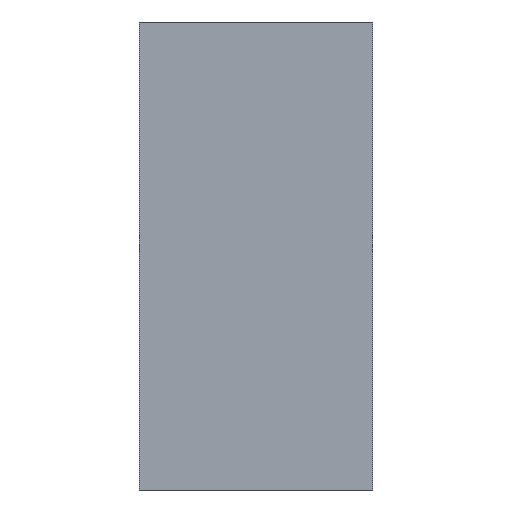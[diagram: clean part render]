
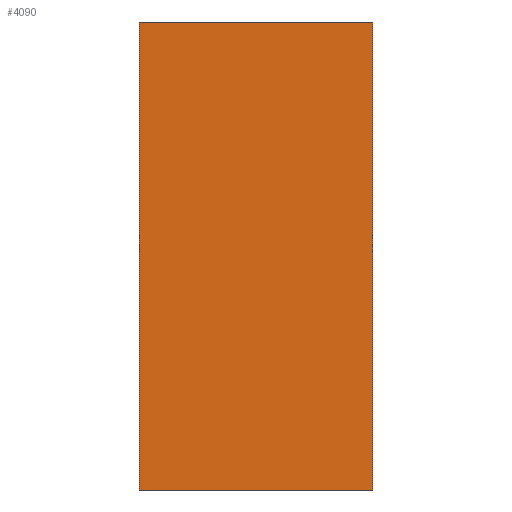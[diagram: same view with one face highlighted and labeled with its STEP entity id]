
A CAD part, left-side view. The second image highlights one B-rep face of the part: STEP entity #4090.
In plain terms, the highlighted planar face has unit normal (-1, 0, 0).
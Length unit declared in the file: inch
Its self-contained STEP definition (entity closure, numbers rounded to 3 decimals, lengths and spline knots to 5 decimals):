
#37 = LINE ( 'NONE', #4263, #1837 ) ;
#150 = EDGE_CURVE ( 'NONE', #1893, #4147, #3835, .T. ) ;
#483 = EDGE_CURVE ( 'NONE', #3989, #5512, #3616, .T. ) ;
#536 = VECTOR ( 'NONE', #4690, 39.37008 ) ;
#552 = EDGE_CURVE ( 'NONE', #5512, #4147, #5183, .T. ) ;
#672 = EDGE_LOOP ( 'NONE', ( #5309, #1620, #5592, #1863 ) ) ;
#877 = DIRECTION ( 'NONE',  ( 0., 0., 1. ) ) ;
#949 = CARTESIAN_POINT ( 'NONE',  ( -0.03937, 0.02461, 0.02461 ) ) ;
#1117 = VECTOR ( 'NONE', #5814, 39.37008 ) ;
#1437 = CARTESIAN_POINT ( 'NONE',  ( -0.03937, 0.02461, -0.02561 ) ) ;
#1529 = CARTESIAN_POINT ( 'NONE',  ( -0.03937, -0.00098, 0.02461 ) ) ;
#1554 = CARTESIAN_POINT ( 'NONE',  ( -0.03937, -0.00098, 0.02561 ) ) ;
#1620 = ORIENTED_EDGE ( 'NONE', *, *, #552, .F. ) ;
#1837 = VECTOR ( 'NONE', #1987, 39.37008 ) ;
#1863 = ORIENTED_EDGE ( 'NONE', *, *, #3169, .T. ) ;
#1893 = VERTEX_POINT ( 'NONE', #2784 ) ;
#1987 = DIRECTION ( 'NONE',  ( 0., -1., 0. ) ) ;
#2401 = DIRECTION ( 'NONE',  ( 0., 0., 1. ) ) ;
#2784 = CARTESIAN_POINT ( 'NONE',  ( -0.03937, -0.00098, -0.02561 ) ) ;
#3119 = VECTOR ( 'NONE', #877, 39.37008 ) ;
#3143 = CARTESIAN_POINT ( 'NONE',  ( -0.03937, -0.00098, 0.02461 ) ) ;
#3169 = EDGE_CURVE ( 'NONE', #3989, #1893, #37, .T. ) ;
#3204 = CARTESIAN_POINT ( 'NONE',  ( -0.03937, 0.02461, 0.02561 ) ) ;
#3491 = FACE_OUTER_BOUND ( 'NONE', #672, .T. ) ;
#3616 = LINE ( 'NONE', #949, #536 ) ;
#3835 = LINE ( 'NONE', #3143, #3119 ) ;
#3989 = VERTEX_POINT ( 'NONE', #1437 ) ;
#4090 = ADVANCED_FACE ( 'NONE', ( #3491 ), #5657, .T. ) ;
#4147 = VERTEX_POINT ( 'NONE', #1554 ) ;
#4263 = CARTESIAN_POINT ( 'NONE',  ( -0.03937, 0.02461, -0.02561 ) ) ;
#4434 = CARTESIAN_POINT ( 'NONE',  ( -0.03937, 0.02461, 0.02561 ) ) ;
#4690 = DIRECTION ( 'NONE',  ( 0., 0., 1. ) ) ;
#5083 = AXIS2_PLACEMENT_3D ( 'NONE', #1529, #5681, #2401 ) ;
#5183 = LINE ( 'NONE', #4434, #1117 ) ;
#5309 = ORIENTED_EDGE ( 'NONE', *, *, #150, .T. ) ;
#5512 = VERTEX_POINT ( 'NONE', #3204 ) ;
#5592 = ORIENTED_EDGE ( 'NONE', *, *, #483, .F. ) ;
#5657 = PLANE ( 'NONE',  #5083 ) ;
#5681 = DIRECTION ( 'NONE',  ( -1., 0., 0. ) ) ;
#5814 = DIRECTION ( 'NONE',  ( 0., -1., 0. ) ) ;
